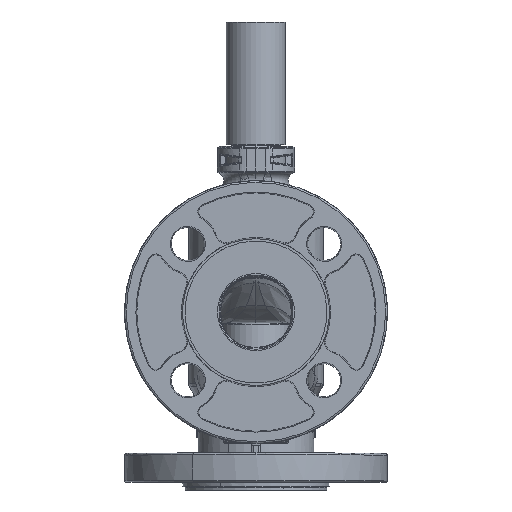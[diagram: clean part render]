
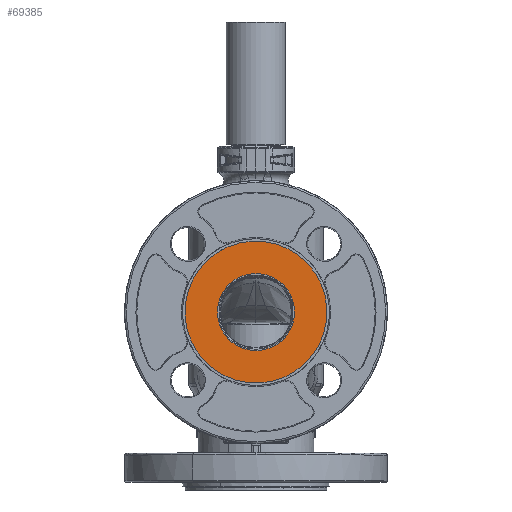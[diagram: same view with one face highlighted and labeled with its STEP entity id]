
A CAD part, front view. The second image highlights one B-rep face of the part: STEP entity #69385.
In plain terms, the highlighted face is planar.
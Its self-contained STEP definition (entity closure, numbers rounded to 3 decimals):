
#69255=CARTESIAN_POINT('Vertex',(1.5,40.5,0.)) ;
#69269=CARTESIAN_POINT('Vertex',(1.5,-40.5,0.)) ;
#69272=CARTESIAN_POINT('Axis2P3D Location',(1.5,0.,0.)) ;
#69289=CARTESIAN_POINT('Axis2P3D Location',(1.5,0.,0.)) ;
#69306=CARTESIAN_POINT('Axis2P3D Location',(1.5,0.,0.)) ;
#69310=CARTESIAN_POINT('Vertex',(1.5,-22.,0.)) ;
#69312=CARTESIAN_POINT('Vertex',(1.5,22.,0.)) ;
#69341=CARTESIAN_POINT('Axis2P3D Location',(1.5,0.,0.)) ;
#69372=CARTESIAN_POINT('Axis2P3D Location',(1.5,0.,0.)) ;
#69273=DIRECTION('Axis2P3D Direction',(1.,0.,0.)) ;
#69290=DIRECTION('Axis2P3D Direction',(1.,0.,0.)) ;
#69307=DIRECTION('Axis2P3D Direction',(1.,0.,0.)) ;
#69342=DIRECTION('Axis2P3D Direction',(1.,0.,0.)) ;
#69373=DIRECTION('Axis2P3D Direction',(1.,0.,0.)) ;
#69374=DIRECTION('Axis2P3D XDirection',(0.,1.,0.)) ;
#69274=AXIS2_PLACEMENT_3D('Circle Axis2P3D',#69272,#69273,$) ;
#69291=AXIS2_PLACEMENT_3D('Circle Axis2P3D',#69289,#69290,$) ;
#69308=AXIS2_PLACEMENT_3D('Circle Axis2P3D',#69306,#69307,$) ;
#69343=AXIS2_PLACEMENT_3D('Circle Axis2P3D',#69341,#69342,$) ;
#69375=AXIS2_PLACEMENT_3D('Plane Axis2P3D',#69372,#69373,#69374) ;
#69378=ORIENTED_EDGE('',*,*,#69276,.T.) ;
#69379=ORIENTED_EDGE('',*,*,#69293,.T.) ;
#69382=ORIENTED_EDGE('',*,*,#69314,.F.) ;
#69383=ORIENTED_EDGE('',*,*,#69345,.F.) ;
#69384=FACE_BOUND('',#69381,.T.) ;
#69385=ADVANCED_FACE('PartBody',(#69380,#69384),#69376,.T.) ;
#69275=CIRCLE('generated circle',#69274,40.5) ;
#69292=CIRCLE('generated circle',#69291,40.5) ;
#69309=CIRCLE('generated circle',#69308,22.) ;
#69344=CIRCLE('generated circle',#69343,22.) ;
#69276=EDGE_CURVE('',#69256,#69270,#69275,.T.) ;
#69293=EDGE_CURVE('',#69270,#69256,#69292,.T.) ;
#69314=EDGE_CURVE('',#69311,#69313,#69309,.T.) ;
#69345=EDGE_CURVE('',#69313,#69311,#69344,.T.) ;
#69377=EDGE_LOOP('',(#69378,#69379)) ;
#69381=EDGE_LOOP('',(#69382,#69383)) ;
#69380=FACE_OUTER_BOUND('',#69377,.T.) ;
#69376=PLANE('',#69375) ;
#69256=VERTEX_POINT('',#69255) ;
#69270=VERTEX_POINT('',#69269) ;
#69311=VERTEX_POINT('',#69310) ;
#69313=VERTEX_POINT('',#69312) ;
